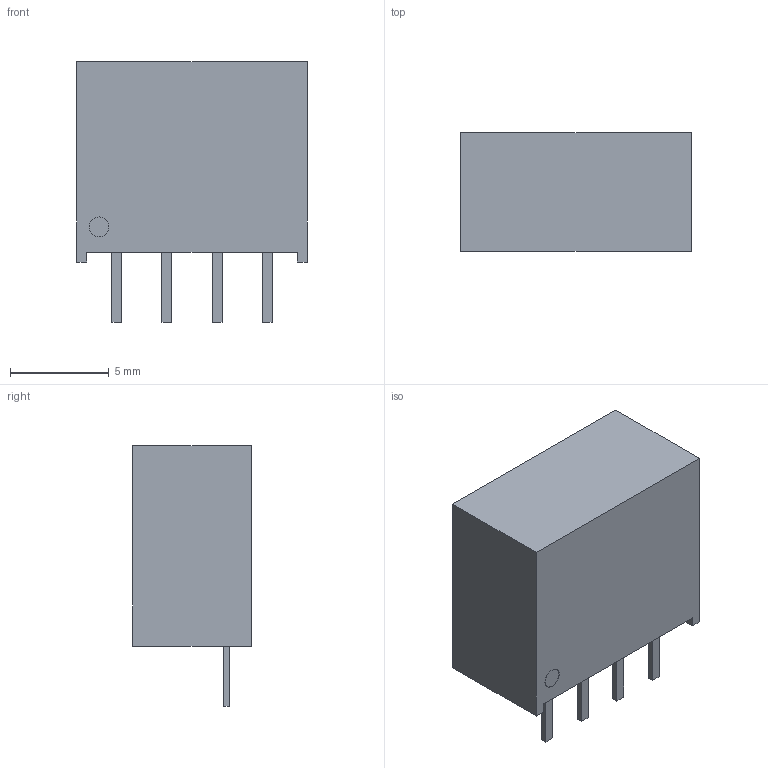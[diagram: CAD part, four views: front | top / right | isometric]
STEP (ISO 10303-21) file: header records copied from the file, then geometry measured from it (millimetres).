
FILE_DESCRIPTION(('FreeCAD Model'),'2;1');
FILE_NAME('User Library-4-Lead SIP_AM1S-1205SZ_Aimtec_DC-DC_Converter_1_Watt.step', '2017-10-01T13:38:20',('kicad StepUp'),('ksu MCAD'), 'Open CASCADE STEP processor 6.8','FreeCAD','Unknown');
FILE_SCHEMA(('AUTOMOTIVE_DESIGN_CC2 { 1 2 10303 214 -1 1 5 4 }'));
Length unit declared in the file: millimetre
Products named in the file (1): User_Library-4-Lead_SIP_AM1S-1205SZ_Aimtec_DC-DC_Converter_1_Watt
Bounding box: 11.68 x 6 x 13.2 mm (x, y, z)
Volume: 681.6 mm3; surface area: 517.3 mm2
Topology: 1 solids, 1 shells, 33 faces, 78 edges, 52 vertices
Faces by surface type: plane 31, cylinder 2
Entity records: 1181 total; most frequent: CARTESIAN_POINT 164, ORIENTED_EDGE 156, DIRECTION 150, EDGE_CURVE 78, LINE 74, VECTOR 74, VERTEX_POINT 52, AXIS2_PLACEMENT_3D 38
